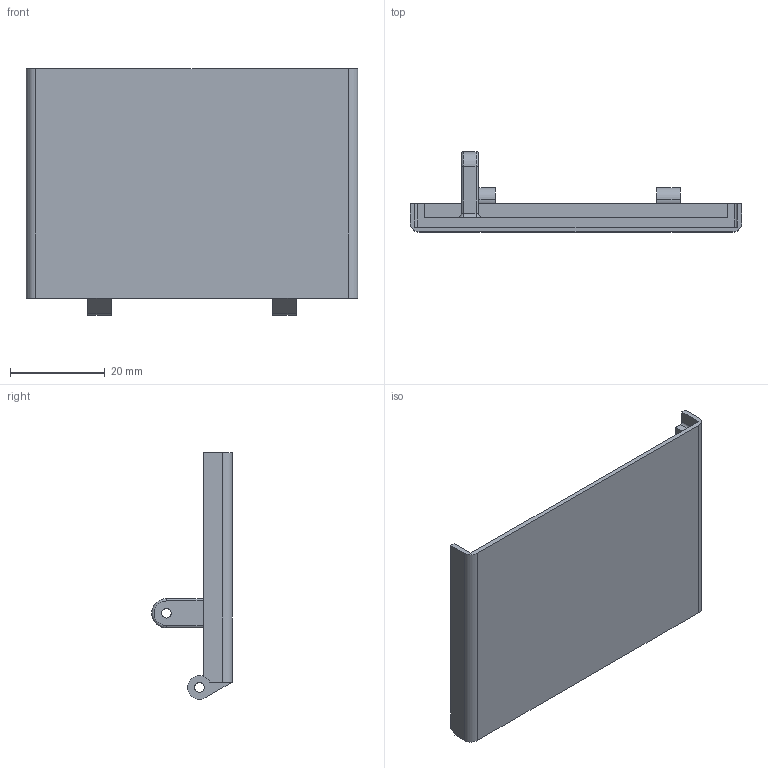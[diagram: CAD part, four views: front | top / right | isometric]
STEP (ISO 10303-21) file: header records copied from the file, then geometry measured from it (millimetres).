
FILE_DESCRIPTION (( 'STEP AP203' ), '1' );
FILE_NAME ('裔赽.STEP', '2024-04-03T08:03:40', ( '' ), ( '' ), 'SwSTEP 2.0', 'SolidWorks 2023', '' );
FILE_SCHEMA (( 'CONFIG_CONTROL_DESIGN' ));
Length unit declared in the file: millimetre
Products named in the file (1): 盖子
Bounding box: 70 x 17 x 52.02 mm (x, y, z)
Volume: 11534.6 mm3; surface area: 8889.5 mm2
Topology: 1 solids, 1 shells, 66 faces, 168 edges, 106 vertices
Faces by surface type: plane 33, cylinder 27, torus 6
Entity records: 2077 total; most frequent: DIRECTION 362, CARTESIAN_POINT 341, ORIENTED_EDGE 336, EDGE_CURVE 168, AXIS2_PLACEMENT_3D 127, VECTOR 108, LINE 108, VERTEX_POINT 106
